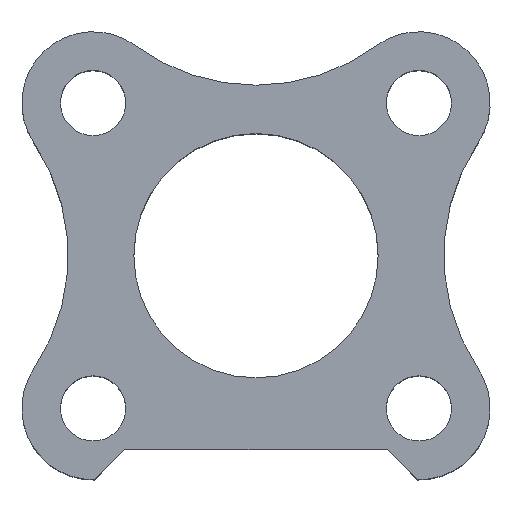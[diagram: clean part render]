
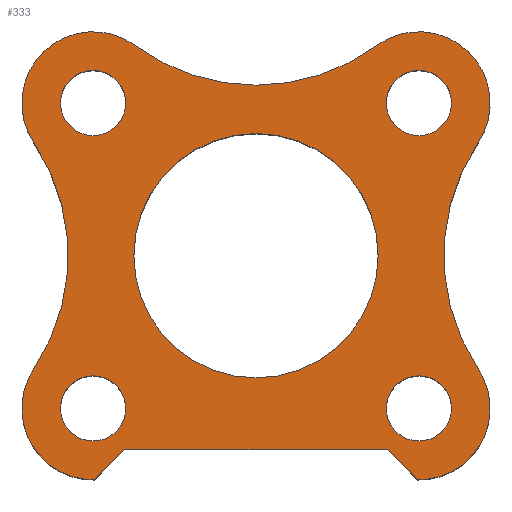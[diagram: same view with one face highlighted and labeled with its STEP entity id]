
A CAD part, top view. The second image highlights one B-rep face of the part: STEP entity #333.
In plain terms, the highlighted planar face has unit normal (0, 0, 1).
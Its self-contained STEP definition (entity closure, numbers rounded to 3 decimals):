
#32=FACE_BOUND('',#76,.T.);
#33=FACE_BOUND('',#77,.T.);
#34=FACE_BOUND('',#78,.T.);
#35=FACE_BOUND('',#79,.T.);
#36=FACE_BOUND('',#80,.T.);
#53=FACE_OUTER_BOUND('',#75,.T.);
#75=EDGE_LOOP('',(#297,#298,#299,#300,#301,#302,#303,#304,#305,#306));
#76=EDGE_LOOP('',(#307));
#77=EDGE_LOOP('',(#308));
#78=EDGE_LOOP('',(#309));
#79=EDGE_LOOP('',(#310));
#80=EDGE_LOOP('',(#311));
#91=LINE('',#552,#112);
#93=LINE('',#556,#114);
#101=LINE('',#585,#122);
#112=VECTOR('',#449,10.);
#114=VECTOR('',#453,10.);
#122=VECTOR('',#491,10.);
#135=CIRCLE('',#362,3.5);
#136=CIRCLE('',#364,10.);
#137=CIRCLE('',#366,3.5);
#138=CIRCLE('',#368,10.);
#139=CIRCLE('',#370,3.5);
#140=CIRCLE('',#374,3.5);
#141=CIRCLE('',#376,10.);
#142=CIRCLE('',#378,6.);
#143=CIRCLE('',#380,1.6);
#144=CIRCLE('',#382,1.6);
#145=CIRCLE('',#384,1.6);
#146=CIRCLE('',#386,1.6);
#162=VERTEX_POINT('',#527);
#163=VERTEX_POINT('',#529);
#164=VERTEX_POINT('',#533);
#165=VERTEX_POINT('',#537);
#166=VERTEX_POINT('',#541);
#167=VERTEX_POINT('',#545);
#168=VERTEX_POINT('',#549);
#169=VERTEX_POINT('',#551);
#170=VERTEX_POINT('',#555);
#171=VERTEX_POINT('',#559);
#172=VERTEX_POINT('',#565);
#173=VERTEX_POINT('',#569);
#174=VERTEX_POINT('',#573);
#175=VERTEX_POINT('',#577);
#176=VERTEX_POINT('',#581);
#193=EDGE_CURVE('',#162,#163,#135,.T.);
#196=EDGE_CURVE('',#164,#162,#136,.T.);
#198=EDGE_CURVE('',#165,#164,#137,.T.);
#200=EDGE_CURVE('',#166,#165,#138,.T.);
#202=EDGE_CURVE('',#167,#166,#139,.T.);
#204=EDGE_CURVE('',#168,#169,#91,.T.);
#206=EDGE_CURVE('',#169,#170,#93,.T.);
#208=EDGE_CURVE('',#170,#171,#140,.T.);
#210=EDGE_CURVE('',#171,#167,#141,.T.);
#211=EDGE_CURVE('',#172,#172,#142,.T.);
#213=EDGE_CURVE('',#173,#173,#143,.T.);
#215=EDGE_CURVE('',#174,#174,#144,.T.);
#217=EDGE_CURVE('',#175,#175,#145,.T.);
#219=EDGE_CURVE('',#176,#176,#146,.T.);
#221=EDGE_CURVE('',#163,#168,#101,.T.);
#297=ORIENTED_EDGE('',*,*,#200,.F.);
#298=ORIENTED_EDGE('',*,*,#202,.F.);
#299=ORIENTED_EDGE('',*,*,#210,.F.);
#300=ORIENTED_EDGE('',*,*,#208,.F.);
#301=ORIENTED_EDGE('',*,*,#206,.F.);
#302=ORIENTED_EDGE('',*,*,#204,.F.);
#303=ORIENTED_EDGE('',*,*,#221,.F.);
#304=ORIENTED_EDGE('',*,*,#193,.F.);
#305=ORIENTED_EDGE('',*,*,#196,.F.);
#306=ORIENTED_EDGE('',*,*,#198,.F.);
#307=ORIENTED_EDGE('',*,*,#211,.F.);
#308=ORIENTED_EDGE('',*,*,#213,.F.);
#309=ORIENTED_EDGE('',*,*,#215,.F.);
#310=ORIENTED_EDGE('',*,*,#217,.F.);
#311=ORIENTED_EDGE('',*,*,#219,.F.);
#316=PLANE('',#388);
#333=ADVANCED_FACE('',(#53,#32,#33,#34,#35,#36),#316,.T.);
#362=AXIS2_PLACEMENT_3D('',#530,#423,#424);
#364=AXIS2_PLACEMENT_3D('',#535,#429,#430);
#366=AXIS2_PLACEMENT_3D('',#539,#434,#435);
#368=AXIS2_PLACEMENT_3D('',#543,#439,#440);
#370=AXIS2_PLACEMENT_3D('',#547,#444,#445);
#374=AXIS2_PLACEMENT_3D('',#560,#457,#458);
#376=AXIS2_PLACEMENT_3D('',#563,#462,#463);
#378=AXIS2_PLACEMENT_3D('',#566,#466,#467);
#380=AXIS2_PLACEMENT_3D('',#570,#471,#472);
#382=AXIS2_PLACEMENT_3D('',#574,#476,#477);
#384=AXIS2_PLACEMENT_3D('',#578,#481,#482);
#386=AXIS2_PLACEMENT_3D('',#582,#486,#487);
#388=AXIS2_PLACEMENT_3D('',#586,#492,#493);
#423=DIRECTION('center_axis',(0.,0.,
-1.));
#424=DIRECTION('ref_axis',(-0.017,-1.,0.));
#429=DIRECTION('center_axis',(0.,0.,
1.));
#430=DIRECTION('ref_axis',(-1.,0.,0.));
#434=DIRECTION('center_axis',(0.,0.,
-1.));
#435=DIRECTION('ref_axis',(0.831,-0.556,0.));
#439=DIRECTION('center_axis',(0.,0.,
1.));
#440=DIRECTION('ref_axis',(-1.,0.,0.));
#444=DIRECTION('center_axis',(0.,0.,
-1.));
#445=DIRECTION('ref_axis',(0.593,0.806,0.));
#449=DIRECTION('',(-1.,0.,0.));
#453=DIRECTION('',(-0.707,-0.707,0.));
#457=DIRECTION('center_axis',(0.,0.,
-1.));
#458=DIRECTION('ref_axis',(-0.831,0.556,0.));
#462=DIRECTION('center_axis',(0.,0.,
1.));
#463=DIRECTION('ref_axis',(-1.,0.,0.));
#466=DIRECTION('center_axis',(0.,0.,
1.));
#467=DIRECTION('ref_axis',(-1.,0.,0.));
#471=DIRECTION('center_axis',(0.,0.,
1.));
#472=DIRECTION('ref_axis',(-1.,0.,0.));
#476=DIRECTION('center_axis',(0.,0.,
1.));
#477=DIRECTION('ref_axis',(-1.,0.,0.));
#481=DIRECTION('center_axis',(0.,0.,
1.));
#482=DIRECTION('ref_axis',(-1.,0.,0.));
#486=DIRECTION('center_axis',(0.,0.,
1.));
#487=DIRECTION('ref_axis',(-1.,0.,0.));
#491=DIRECTION('',(-0.707,0.707,0.));
#492=DIRECTION('center_axis',(0.,0.,
1.));
#493=DIRECTION('ref_axis',(1.,0.,0.));
#527=CARTESIAN_POINT('',(11.505,6.055,-43.22));
#529=CARTESIAN_POINT('',(8.534,0.611,-43.22));
#530=CARTESIAN_POINT('Origin',(8.595,4.111,-43.22));
#533=CARTESIAN_POINT('',(11.505,17.166,-43.22));
#535=CARTESIAN_POINT('Origin',(19.82,11.611,-43.22));
#537=CARTESIAN_POINT('',(6.521,21.93,-43.22));
#539=CARTESIAN_POINT('Origin',(8.595,19.111,-43.22));
#541=CARTESIAN_POINT('',(-5.331,21.93,-43.22));
#543=CARTESIAN_POINT('Origin',(0.595,29.985,-43.22));
#545=CARTESIAN_POINT('',(-10.315,17.166,-43.22));
#547=CARTESIAN_POINT('Origin',(-7.405,19.111,-43.22));
#549=CARTESIAN_POINT('',(7.035,2.111,-43.22));
#551=CARTESIAN_POINT('',(-5.844,2.111,-43.22));
#552=CARTESIAN_POINT('',(-2.625,2.111,-43.22));
#555=CARTESIAN_POINT('',(-7.344,0.611,-43.22));
#556=CARTESIAN_POINT('',(-2.609,5.346,-43.22));
#559=CARTESIAN_POINT('',(-10.315,6.055,-43.22));
#560=CARTESIAN_POINT('Origin',(-7.405,4.111,-43.22));
#563=CARTESIAN_POINT('Origin',(-18.63,11.611,-43.22));
#565=CARTESIAN_POINT('',(6.595,11.611,-43.22));
#566=CARTESIAN_POINT('Origin',(0.595,11.611,-43.22));
#569=CARTESIAN_POINT('',(10.195,19.111,-43.22));
#570=CARTESIAN_POINT('Origin',(8.595,19.111,-43.22));
#573=CARTESIAN_POINT('',(-5.805,19.111,-43.22));
#574=CARTESIAN_POINT('Origin',(-7.405,19.111,-43.22));
#577=CARTESIAN_POINT('',(10.195,4.111,-43.22));
#578=CARTESIAN_POINT('Origin',(8.595,4.111,-43.22));
#581=CARTESIAN_POINT('',(-5.805,4.111,-43.22));
#582=CARTESIAN_POINT('Origin',(-7.405,4.111,-43.22));
#585=CARTESIAN_POINT('',(3.05,6.095,-43.22));
#586=CARTESIAN_POINT('Origin',(0.595,11.611,-43.22));
